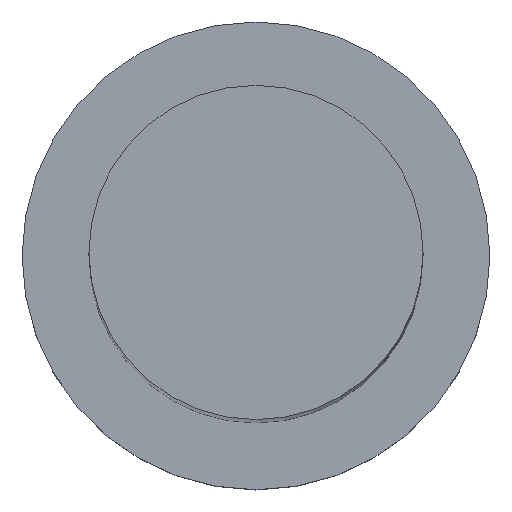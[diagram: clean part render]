
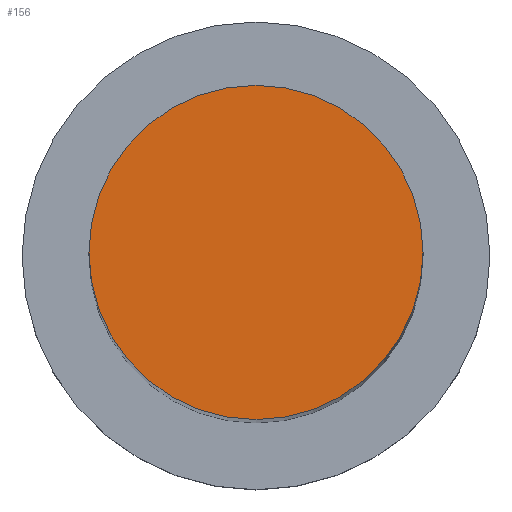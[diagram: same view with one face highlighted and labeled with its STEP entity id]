
A CAD part, top view. The second image highlights one B-rep face of the part: STEP entity #156.
In plain terms, the highlighted planar face has unit normal (0, 0, 1).
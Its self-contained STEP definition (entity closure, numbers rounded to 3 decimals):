
#1 = CARTESIAN_POINT ( 'NONE',  ( 0., 0., 125. ) ) ;
#34 = AXIS2_PLACEMENT_3D ( 'NONE', #222, #205, #119 ) ;
#38 = CIRCLE ( 'NONE', #127, 10. ) ;
#46 = AXIS2_PLACEMENT_3D ( 'NONE', #83, #61, #139 ) ;
#55 = CARTESIAN_POINT ( 'NONE',  ( -10., 0., 125. ) ) ;
#60 = ORIENTED_EDGE ( 'NONE', *, *, #114, .T. ) ;
#61 = DIRECTION ( 'NONE',  ( 0., 0., 1. ) ) ;
#63 = PLANE ( 'NONE',  #34 ) ;
#83 = CARTESIAN_POINT ( 'NONE',  ( 0., 0., 125. ) ) ;
#114 = EDGE_CURVE ( 'NONE', #131, #211, #38, .T. ) ;
#119 = DIRECTION ( 'NONE',  ( 1., 0., 0. ) ) ;
#127 = AXIS2_PLACEMENT_3D ( 'NONE', #1, #238, #241 ) ;
#131 = VERTEX_POINT ( 'NONE', #209 ) ;
#135 = ORIENTED_EDGE ( 'NONE', *, *, #152, .T. ) ;
#139 = DIRECTION ( 'NONE',  ( 1., 0., 0. ) ) ;
#152 = EDGE_CURVE ( 'NONE', #211, #131, #243, .T. ) ;
#156 = ADVANCED_FACE ( 'NONE', ( #207 ), #63, .T. ) ;
#201 = EDGE_LOOP ( 'NONE', ( #135, #60 ) ) ;
#205 = DIRECTION ( 'NONE',  ( 0., 0., 1. ) ) ;
#207 = FACE_OUTER_BOUND ( 'NONE', #201, .T. ) ;
#209 = CARTESIAN_POINT ( 'NONE',  ( 10., 0., 125. ) ) ;
#211 = VERTEX_POINT ( 'NONE', #55 ) ;
#222 = CARTESIAN_POINT ( 'NONE',  ( 0., 0., 125. ) ) ;
#238 = DIRECTION ( 'NONE',  ( 0., 0., 1. ) ) ;
#241 = DIRECTION ( 'NONE',  ( 1., 0., 0. ) ) ;
#243 = CIRCLE ( 'NONE', #46, 10. ) ;
